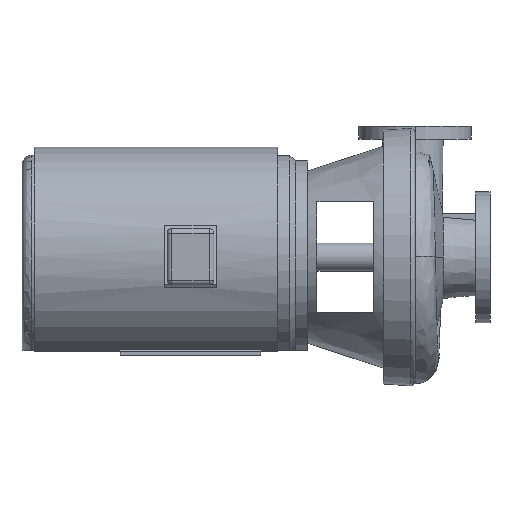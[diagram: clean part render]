
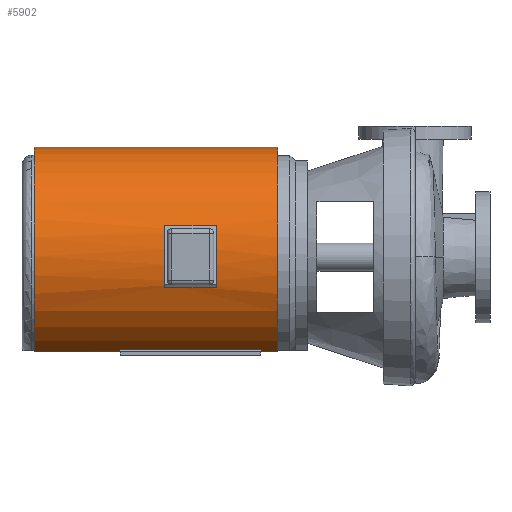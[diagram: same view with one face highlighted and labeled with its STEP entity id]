
A CAD part, top view. The second image highlights one B-rep face of the part: STEP entity #5902.
In plain terms, the highlighted cylindrical face has radius 149.225 mm (diameter 298.45 mm), a partial arc.
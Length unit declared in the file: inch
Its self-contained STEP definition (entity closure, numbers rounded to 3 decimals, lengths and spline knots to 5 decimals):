
#4352=CARTESIAN_POINT('',(-10.75,0.,0.));
#4353=DIRECTION('',(1.,0.,0.));
#4354=DIRECTION('',(0.,-0.213,-0.977));
#4355=AXIS2_PLACEMENT_3D('',#4352,#4353,#4354);
#4360=DIRECTION('',(1.,0.,0.));
#4361=VECTOR('',#4360,2.);
#4362=CARTESIAN_POINT('',(-13.,-1.5,-5.68028));
#4363=LINE('',#4362,#4361);
#4367=CARTESIAN_POINT('',(-13.25,0.,0.));
#4368=DIRECTION('',(1.,0.,0.));
#4369=DIRECTION('',(0.,-0.213,-0.977));
#4370=AXIS2_PLACEMENT_3D('',#4367,#4368,#4369);
#4375=DIRECTION('',(1.,0.,0.));
#4376=VECTOR('',#4375,2.);
#4377=CARTESIAN_POINT('',(-13.,1.5,-5.68028));
#4378=LINE('',#4377,#4376);
#4382=CARTESIAN_POINT('',(-7.34375,0.,0.));
#4383=DIRECTION('',(1.,0.,0.));
#4384=DIRECTION('',(0.,0.862,0.508));
#4385=AXIS2_PLACEMENT_3D('',#4382,#4383,#4384);
#4390=DIRECTION('',(1.,0.,0.));
#4391=VECTOR('',#4390,0.90625);
#4392=CARTESIAN_POINT('',(-8.25,5.06148,-2.98278));
#4393=LINE('',#4392,#4391);
#4397=CARTESIAN_POINT('',(-8.25,0.,0.));
#4398=DIRECTION('',(1.,0.,0.));
#4399=DIRECTION('',(0.,0.844,-0.536));
#4400=AXIS2_PLACEMENT_3D('',#4397,#4398,#4399);
#4405=DIRECTION('',(1.,0.,0.));
#4406=VECTOR('',#4405,7.5);
#4407=CARTESIAN_POINT('',(-15.75,4.95948,-3.14948));
#4408=LINE('',#4407,#4406);
#4412=CARTESIAN_POINT('',(-15.75,0.,0.));
#4413=DIRECTION('',(1.,0.,0.));
#4414=DIRECTION('',(0.,0.844,-0.536));
#4415=AXIS2_PLACEMENT_3D('',#4412,#4413,#4414);
#4420=DIRECTION('',(1.,0.,0.));
#4421=VECTOR('',#4420,4.6);
#4422=CARTESIAN_POINT('',(-20.35,5.06148,-2.98278));
#4423=LINE('',#4422,#4421);
#4427=CARTESIAN_POINT('',(-20.35,0.,0.));
#4428=DIRECTION('',(-1.,0.,0.));
#4429=DIRECTION('',(0.,0.862,-0.508));
#4430=AXIS2_PLACEMENT_3D('',#4427,#4428,#4429);
#4435=DIRECTION('',(1.,0.,0.));
#4436=VECTOR('',#4435,4.6);
#4437=CARTESIAN_POINT('',(-20.35,5.06148,2.98278));
#4438=LINE('',#4437,#4436);
#4442=CARTESIAN_POINT('',(-15.75,0.,0.));
#4443=DIRECTION('',(1.,0.,0.));
#4444=DIRECTION('',(0.,0.862,0.508));
#4445=AXIS2_PLACEMENT_3D('',#4442,#4443,#4444);
#4450=DIRECTION('',(1.,0.,0.));
#4451=VECTOR('',#4450,7.5);
#4452=CARTESIAN_POINT('',(-15.75,4.95948,3.14948));
#4453=LINE('',#4452,#4451);
#4457=CARTESIAN_POINT('',(-8.25,0.,0.));
#4458=DIRECTION('',(1.,0.,0.));
#4459=DIRECTION('',(0.,0.862,0.508));
#4460=AXIS2_PLACEMENT_3D('',#4457,#4458,#4459);
#4465=DIRECTION('',(1.,0.,0.));
#4466=VECTOR('',#4465,0.90625);
#4467=CARTESIAN_POINT('',(-8.25,5.06148,2.98278));
#4468=LINE('',#4467,#4466);
#4560=CARTESIAN_POINT('',(-10.75,1.25,-5.74048));
#4561=CARTESIAN_POINT('',(-10.75,1.27639,-5.73473));
#4562=CARTESIAN_POINT('',(-10.75831,1.32899,
-5.72289));
#4563=CARTESIAN_POINT('',(-10.79542,1.4008,
-5.70569));
#4564=CARTESIAN_POINT('',(-10.85126,1.45603,
-5.69178));
#4565=CARTESIAN_POINT('',(-10.92275,1.49213,
-5.68237));
#4566=CARTESIAN_POINT('',(-10.97435,1.5,-5.68028));
#4567=CARTESIAN_POINT('',(-11.,1.5,-5.68028));
#4737=CARTESIAN_POINT('',(-13.,1.5,-5.68028));
#4738=CARTESIAN_POINT('',(-13.02565,1.5,-5.68028));
#4739=CARTESIAN_POINT('',(-13.07725,1.49213,
-5.68237));
#4740=CARTESIAN_POINT('',(-13.14874,1.45603,
-5.69178));
#4741=CARTESIAN_POINT('',(-13.20458,1.4008,
-5.70569));
#4742=CARTESIAN_POINT('',(-13.24169,1.32899,
-5.72289));
#4743=CARTESIAN_POINT('',(-13.25,1.27639,-5.73473));
#4744=CARTESIAN_POINT('',(-13.25,1.25,-5.74048));
#4828=CARTESIAN_POINT('',(-13.25,-1.25,-5.74048));
#4829=CARTESIAN_POINT('',(-13.25,-1.27639,-5.73473));
#4830=CARTESIAN_POINT('',(-13.24169,-1.32899,
-5.72289));
#4831=CARTESIAN_POINT('',(-13.20458,-1.4008,
-5.70569));
#4832=CARTESIAN_POINT('',(-13.14874,-1.45603,
-5.69178));
#4833=CARTESIAN_POINT('',(-13.07725,-1.49213,
-5.68237));
#4834=CARTESIAN_POINT('',(-13.02565,-1.5,-5.68028));
#4835=CARTESIAN_POINT('',(-13.,-1.5,-5.68028));
#4886=CARTESIAN_POINT('',(-11.,-1.5,-5.68028));
#4887=CARTESIAN_POINT('',(-10.97435,-1.5,-5.68028));
#4888=CARTESIAN_POINT('',(-10.92275,-1.49213,
-5.68237));
#4889=CARTESIAN_POINT('',(-10.85126,-1.45603,
-5.69178));
#4890=CARTESIAN_POINT('',(-10.79542,-1.4008,
-5.70569));
#4891=CARTESIAN_POINT('',(-10.75831,-1.32899,
-5.72289));
#4892=CARTESIAN_POINT('',(-10.75,-1.27639,-5.73473));
#4893=CARTESIAN_POINT('',(-10.75,-1.25,-5.74048));
#5508=VERTEX_POINT('',#4828);
#5509=VERTEX_POINT('',#4835);
#5510=VERTEX_POINT('',#4886);
#5511=VERTEX_POINT('',#4893);
#5512=VERTEX_POINT('',#4737);
#5513=VERTEX_POINT('',#4744);
#5514=VERTEX_POINT('',#4560);
#5515=VERTEX_POINT('',#4567);
#5568=CARTESIAN_POINT('',(-15.75,4.95948,3.14948));
#5569=CARTESIAN_POINT('',(-8.25,4.95948,3.14948));
#5570=VERTEX_POINT('',#5568);
#5571=VERTEX_POINT('',#5569);
#5572=CARTESIAN_POINT('',(-15.75,4.95948,-3.14948));
#5573=CARTESIAN_POINT('',(-8.25,4.95948,-3.14948));
#5574=VERTEX_POINT('',#5572);
#5575=VERTEX_POINT('',#5573);
#5626=CARTESIAN_POINT('',(-7.34375,5.06148,2.98278));
#5627=CARTESIAN_POINT('',(-7.34375,5.06148,-2.98278));
#5628=VERTEX_POINT('',#5626);
#5629=VERTEX_POINT('',#5627);
#5630=CARTESIAN_POINT('',(-20.35,5.06148,-2.98278));
#5631=CARTESIAN_POINT('',(-20.35,5.06148,2.98278));
#5632=VERTEX_POINT('',#5630);
#5633=VERTEX_POINT('',#5631);
#5651=CARTESIAN_POINT('',(-15.75,5.06148,2.98278));
#5652=VERTEX_POINT('',#5651);
#5653=CARTESIAN_POINT('',(-8.25,5.06148,2.98278));
#5654=VERTEX_POINT('',#5653);
#5655=CARTESIAN_POINT('',(-15.75,5.06148,-2.98278));
#5656=VERTEX_POINT('',#5655);
#5657=CARTESIAN_POINT('',(-8.25,5.06148,-2.98278));
#5658=VERTEX_POINT('',#5657);
#5858=CARTESIAN_POINT('',(-21.7625,0.,0.));
#5859=DIRECTION('',(1.,0.,0.));
#5860=DIRECTION('',(0.,-1.,0.));
#5861=AXIS2_PLACEMENT_3D('',#5858,#5859,#5860);
#5862=CYLINDRICAL_SURFACE('',#5861,5.875);
#5864=ORIENTED_EDGE('',*,*,#5863,.T.);
#5866=ORIENTED_EDGE('',*,*,#5865,.F.);
#5868=ORIENTED_EDGE('',*,*,#5867,.F.);
#5870=ORIENTED_EDGE('',*,*,#5869,.F.);
#5871=ORIENTED_EDGE('',*,*,#5843,.T.);
#5873=ORIENTED_EDGE('',*,*,#5872,.F.);
#5874=ORIENTED_EDGE('',*,*,#5787,.T.);
#5875=ORIENTED_EDGE('',*,*,#5804,.T.);
#5876=ORIENTED_EDGE('',*,*,#5824,.T.);
#5878=ORIENTED_EDGE('',*,*,#5877,.T.);
#5880=ORIENTED_EDGE('',*,*,#5879,.F.);
#5881=ORIENTED_EDGE('',*,*,#5810,.T.);
#5882=EDGE_LOOP('',(#5864,#5866,#5868,#5870,#5871,#5873,#5874,#5875,#5876,#5878,
#5880,#5881));
#5883=FACE_OUTER_BOUND('',#5882,.F.);
#5885=ORIENTED_EDGE('',*,*,#5884,.F.);
#5887=ORIENTED_EDGE('',*,*,#5886,.F.);
#5889=ORIENTED_EDGE('',*,*,#5888,.F.);
#5891=ORIENTED_EDGE('',*,*,#5890,.F.);
#5893=ORIENTED_EDGE('',*,*,#5892,.T.);
#5895=ORIENTED_EDGE('',*,*,#5894,.F.);
#5897=ORIENTED_EDGE('',*,*,#5896,.T.);
#5899=ORIENTED_EDGE('',*,*,#5898,.F.);
#5900=EDGE_LOOP('',(#5885,#5887,#5889,#5891,#5893,#5895,#5897,#5899));
#5901=FACE_BOUND('',#5900,.F.);
#4356=CIRCLE('',#4355,5.875);
#4371=CIRCLE('',#4370,5.875);
#4386=CIRCLE('',#4385,5.875);
#4401=CIRCLE('',#4400,5.875);
#4416=CIRCLE('',#4415,5.875);
#4431=CIRCLE('',#4430,5.875);
#4446=CIRCLE('',#4445,5.875);
#4461=CIRCLE('',#4460,5.875);
#4568=B_SPLINE_CURVE_WITH_KNOTS('',3,(#4560,#4561,#4562,#4563,#4564,#4565,#4566,
#4567),.UNSPECIFIED.,.F.,.F.,(4,1,1,1,1,4),(0.,0.2,0.4,0.6,0.8,1.),
.UNSPECIFIED.);
#4745=B_SPLINE_CURVE_WITH_KNOTS('',3,(#4737,#4738,#4739,#4740,#4741,#4742,#4743,
#4744),.UNSPECIFIED.,.F.,.F.,(4,1,1,1,1,4),(0.,0.2,0.4,0.6,0.8,1.),
.UNSPECIFIED.);
#4836=B_SPLINE_CURVE_WITH_KNOTS('',3,(#4828,#4829,#4830,#4831,#4832,#4833,#4834,
#4835),.UNSPECIFIED.,.F.,.F.,(4,1,1,1,1,4),(0.,0.2,0.4,0.6,0.8,1.),
.UNSPECIFIED.);
#4894=B_SPLINE_CURVE_WITH_KNOTS('',3,(#4886,#4887,#4888,#4889,#4890,#4891,#4892,
#4893),.UNSPECIFIED.,.F.,.F.,(4,1,1,1,1,4),(0.,0.2,0.4,0.6,0.8,1.),
.UNSPECIFIED.);
#5787=EDGE_CURVE('',#5632,#5633,#4431,.T.);
#5804=EDGE_CURVE('',#5633,#5652,#4438,.T.);
#5810=EDGE_CURVE('',#5654,#5628,#4468,.T.);
#5824=EDGE_CURVE('',#5652,#5570,#4446,.T.);
#5843=EDGE_CURVE('',#5574,#5656,#4416,.T.);
#5863=EDGE_CURVE('',#5628,#5629,#4386,.T.);
#5865=EDGE_CURVE('',#5658,#5629,#4393,.T.);
#5867=EDGE_CURVE('',#5575,#5658,#4401,.T.);
#5869=EDGE_CURVE('',#5574,#5575,#4408,.T.);
#5872=EDGE_CURVE('',#5632,#5656,#4423,.T.);
#5877=EDGE_CURVE('',#5570,#5571,#4453,.T.);
#5879=EDGE_CURVE('',#5654,#5571,#4461,.T.);
#5884=EDGE_CURVE('',#5511,#5514,#4356,.T.);
#5886=EDGE_CURVE('',#5510,#5511,#4894,.T.);
#5888=EDGE_CURVE('',#5509,#5510,#4363,.T.);
#5890=EDGE_CURVE('',#5508,#5509,#4836,.T.);
#5892=EDGE_CURVE('',#5508,#5513,#4371,.T.);
#5894=EDGE_CURVE('',#5512,#5513,#4745,.T.);
#5896=EDGE_CURVE('',#5512,#5515,#4378,.T.);
#5898=EDGE_CURVE('',#5514,#5515,#4568,.T.);
#5902=ADVANCED_FACE('',(#5883,#5901),#5862,.T.);
